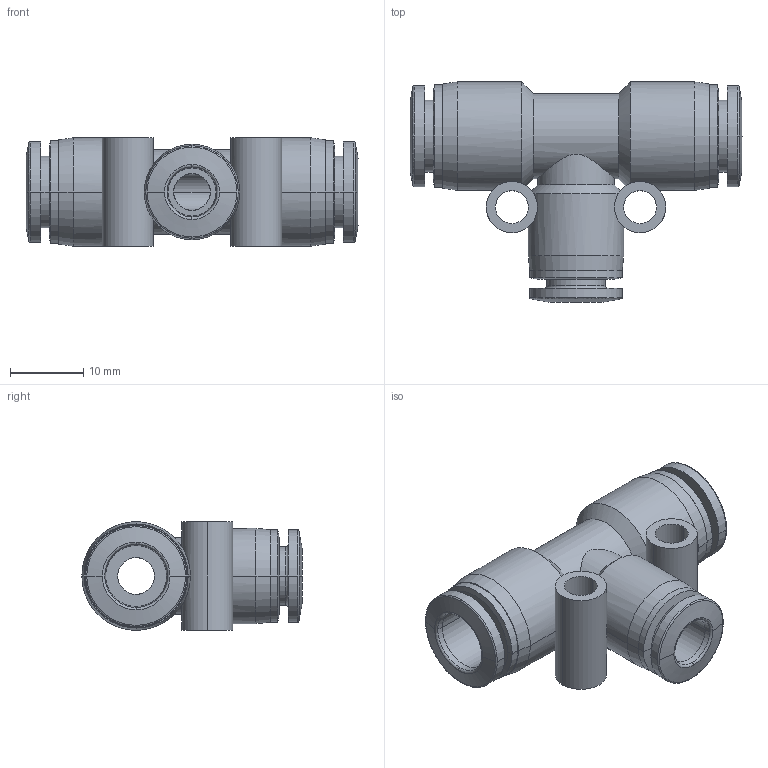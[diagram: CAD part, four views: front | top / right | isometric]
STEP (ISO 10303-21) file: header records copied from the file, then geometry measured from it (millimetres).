
FILE_DESCRIPTION (( 'STEP AP203' ), '1' );
FILE_NAME ('UTR516-14.step', '2016-02-15T20:02:45', ( '' ), ( '' ), 'SwSTEP 2.0', 'SolidWorks 2015', '' );
FILE_SCHEMA (( 'CONFIG_CONTROL_DESIGN' ));
Length unit declared in the file: inch
Products named in the file (1): UTR516-14
Bounding box: 45.3 x 30.05 x 14.8 mm (x, y, z)
Volume: 6328.3 mm3; surface area: 5695.6 mm2
Topology: 1 solids, 1 shells, 105 faces, 262 edges, 164 vertices
Faces by surface type: cylinder 46, cone 30, plane 15, bspline 12, torus 2
Entity records: 3701 total; most frequent: CARTESIAN_POINT 1058, DIRECTION 580, ORIENTED_EDGE 524, EDGE_CURVE 262, AXIS2_PLACEMENT_3D 250, VERTEX_POINT 164, CIRCLE 156, EDGE_LOOP 122
